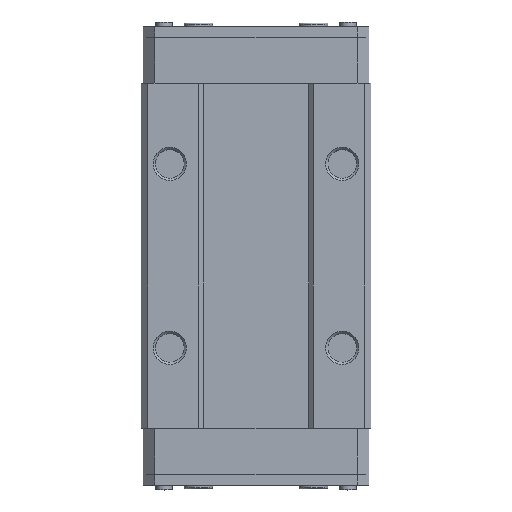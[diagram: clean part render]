
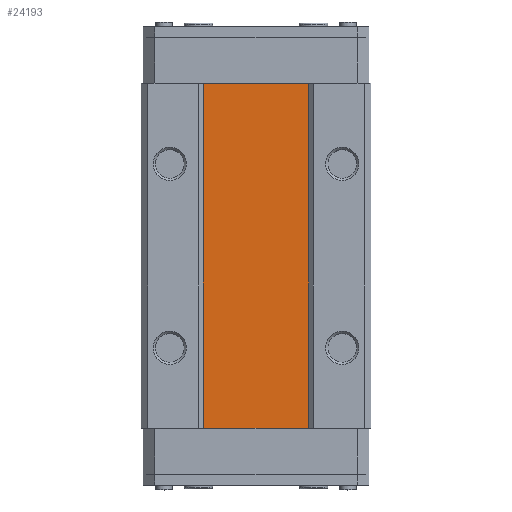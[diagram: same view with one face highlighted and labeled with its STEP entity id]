
A CAD part, top view. The second image highlights one B-rep face of the part: STEP entity #24193.
In plain terms, the highlighted planar face has unit normal (0, 0, 1).
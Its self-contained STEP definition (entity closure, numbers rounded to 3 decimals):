
#22979 = PLANE('',#22980);
#22980 = AXIS2_PLACEMENT_3D('',#22981,#22982,#22983);
#22981 = CARTESIAN_POINT('',(0.,15.,6.425));
#22982 = DIRECTION('',(0.,1.,0.));
#22983 = DIRECTION('',(0.,0.,1.));
#23007 = PLANE('',#23008);
#23008 = AXIS2_PLACEMENT_3D('',#23009,#23010,#23011);
#23009 = CARTESIAN_POINT('',(-4.6,15.,9.6));
#23010 = DIRECTION('',(-0.707,0.,-0.707));
#23011 = DIRECTION('',(-0.707,0.,0.707));
#23035 = PLANE('',#23036);
#23036 = AXIS2_PLACEMENT_3D('',#23037,#23038,#23039);
#23037 = CARTESIAN_POINT('',(0.,-15.,6.425));
#23038 = DIRECTION('',(0.,1.,0.));
#23039 = DIRECTION('',(0.,0.,1.));
#23219 = VERTEX_POINT('',#23220);
#23220 = CARTESIAN_POINT('',(-4.6,15.,9.6));
#23241 = EDGE_CURVE('',#23242,#23219,#23244,.T.);
#23242 = VERTEX_POINT('',#23243);
#23243 = CARTESIAN_POINT('',(4.6,15.,9.6));
#23244 = SURFACE_CURVE('',#23245,(#23249,#23256),.PCURVE_S1.);
#23245 = LINE('',#23246,#23247);
#23246 = CARTESIAN_POINT('',(4.6,15.,9.6));
#23247 = VECTOR('',#23248,1.);
#23248 = DIRECTION('',(-1.,0.,0.));
#23249 = PCURVE('',#22979,#23250);
#23250 = DEFINITIONAL_REPRESENTATION('',(#23251),#23255);
#23251 = LINE('',#23252,#23253);
#23252 = CARTESIAN_POINT('',(3.175,4.6));
#23253 = VECTOR('',#23254,1.);
#23254 = DIRECTION('',(0.,-1.));
#23255 = ( GEOMETRIC_REPRESENTATION_CONTEXT(2) 
PARAMETRIC_REPRESENTATION_CONTEXT() REPRESENTATION_CONTEXT('2D SPACE',''
  ) );
#23256 = PCURVE('',#23257,#23262);
#23257 = PLANE('',#23258);
#23258 = AXIS2_PLACEMENT_3D('',#23259,#23260,#23261);
#23259 = CARTESIAN_POINT('',(4.6,15.,9.6));
#23260 = DIRECTION('',(0.,0.,-1.));
#23261 = DIRECTION('',(-1.,0.,0.));
#23262 = DEFINITIONAL_REPRESENTATION('',(#23263),#23267);
#23263 = LINE('',#23264,#23265);
#23264 = CARTESIAN_POINT('',(0.,0.));
#23265 = VECTOR('',#23266,1.);
#23266 = DIRECTION('',(1.,0.));
#23267 = ( GEOMETRIC_REPRESENTATION_CONTEXT(2) 
PARAMETRIC_REPRESENTATION_CONTEXT() REPRESENTATION_CONTEXT('2D SPACE',''
  ) );
#23285 = PLANE('',#23286);
#23286 = AXIS2_PLACEMENT_3D('',#23287,#23288,#23289);
#23287 = CARTESIAN_POINT('',(5.,15.,10.));
#23288 = DIRECTION('',(0.707,0.,-0.707));
#23289 = DIRECTION('',(-0.707,0.,-0.707));
#23627 = EDGE_CURVE('',#23219,#23628,#23630,.T.);
#23628 = VERTEX_POINT('',#23629);
#23629 = CARTESIAN_POINT('',(-4.6,-15.,9.6));
#23630 = SURFACE_CURVE('',#23631,(#23635,#23642),.PCURVE_S1.);
#23631 = LINE('',#23632,#23633);
#23632 = CARTESIAN_POINT('',(-4.6,15.,9.6));
#23633 = VECTOR('',#23634,1.);
#23634 = DIRECTION('',(0.,-1.,0.));
#23635 = PCURVE('',#23007,#23636);
#23636 = DEFINITIONAL_REPRESENTATION('',(#23637),#23641);
#23637 = LINE('',#23638,#23639);
#23638 = CARTESIAN_POINT('',(0.,0.));
#23639 = VECTOR('',#23640,1.);
#23640 = DIRECTION('',(0.,-1.));
#23641 = ( GEOMETRIC_REPRESENTATION_CONTEXT(2) 
PARAMETRIC_REPRESENTATION_CONTEXT() REPRESENTATION_CONTEXT('2D SPACE',''
  ) );
#23642 = PCURVE('',#23257,#23643);
#23643 = DEFINITIONAL_REPRESENTATION('',(#23644),#23648);
#23644 = LINE('',#23645,#23646);
#23645 = CARTESIAN_POINT('',(9.2,0.));
#23646 = VECTOR('',#23647,1.);
#23647 = DIRECTION('',(0.,-1.));
#23648 = ( GEOMETRIC_REPRESENTATION_CONTEXT(2) 
PARAMETRIC_REPRESENTATION_CONTEXT() REPRESENTATION_CONTEXT('2D SPACE',''
  ) );
#23702 = EDGE_CURVE('',#23703,#23628,#23705,.T.);
#23703 = VERTEX_POINT('',#23704);
#23704 = CARTESIAN_POINT('',(4.6,-15.,9.6));
#23705 = SURFACE_CURVE('',#23706,(#23710,#23717),.PCURVE_S1.);
#23706 = LINE('',#23707,#23708);
#23707 = CARTESIAN_POINT('',(4.6,-15.,9.6));
#23708 = VECTOR('',#23709,1.);
#23709 = DIRECTION('',(-1.,0.,0.));
#23710 = PCURVE('',#23035,#23711);
#23711 = DEFINITIONAL_REPRESENTATION('',(#23712),#23716);
#23712 = LINE('',#23713,#23714);
#23713 = CARTESIAN_POINT('',(3.175,4.6));
#23714 = VECTOR('',#23715,1.);
#23715 = DIRECTION('',(0.,-1.));
#23716 = ( GEOMETRIC_REPRESENTATION_CONTEXT(2) 
PARAMETRIC_REPRESENTATION_CONTEXT() REPRESENTATION_CONTEXT('2D SPACE',''
  ) );
#23717 = PCURVE('',#23257,#23718);
#23718 = DEFINITIONAL_REPRESENTATION('',(#23719),#23723);
#23719 = LINE('',#23720,#23721);
#23720 = CARTESIAN_POINT('',(0.,-30.));
#23721 = VECTOR('',#23722,1.);
#23722 = DIRECTION('',(1.,0.));
#23723 = ( GEOMETRIC_REPRESENTATION_CONTEXT(2) 
PARAMETRIC_REPRESENTATION_CONTEXT() REPRESENTATION_CONTEXT('2D SPACE',''
  ) );
#24193 = ADVANCED_FACE('',(#24194),#23257,.F.);
#24194 = FACE_BOUND('',#24195,.F.);
#24195 = EDGE_LOOP('',(#24196,#24217,#24218,#24219));
#24196 = ORIENTED_EDGE('',*,*,#24197,.T.);
#24197 = EDGE_CURVE('',#23242,#23703,#24198,.T.);
#24198 = SURFACE_CURVE('',#24199,(#24203,#24210),.PCURVE_S1.);
#24199 = LINE('',#24200,#24201);
#24200 = CARTESIAN_POINT('',(4.6,15.,9.6));
#24201 = VECTOR('',#24202,1.);
#24202 = DIRECTION('',(0.,-1.,0.));
#24203 = PCURVE('',#23257,#24204);
#24204 = DEFINITIONAL_REPRESENTATION('',(#24205),#24209);
#24205 = LINE('',#24206,#24207);
#24206 = CARTESIAN_POINT('',(0.,0.));
#24207 = VECTOR('',#24208,1.);
#24208 = DIRECTION('',(0.,-1.));
#24209 = ( GEOMETRIC_REPRESENTATION_CONTEXT(2) 
PARAMETRIC_REPRESENTATION_CONTEXT() REPRESENTATION_CONTEXT('2D SPACE',''
  ) );
#24210 = PCURVE('',#23285,#24211);
#24211 = DEFINITIONAL_REPRESENTATION('',(#24212),#24216);
#24212 = LINE('',#24213,#24214);
#24213 = CARTESIAN_POINT('',(0.566,0.));
#24214 = VECTOR('',#24215,1.);
#24215 = DIRECTION('',(0.,-1.));
#24216 = ( GEOMETRIC_REPRESENTATION_CONTEXT(2) 
PARAMETRIC_REPRESENTATION_CONTEXT() REPRESENTATION_CONTEXT('2D SPACE',''
  ) );
#24217 = ORIENTED_EDGE('',*,*,#23702,.T.);
#24218 = ORIENTED_EDGE('',*,*,#23627,.F.);
#24219 = ORIENTED_EDGE('',*,*,#23241,.F.);
